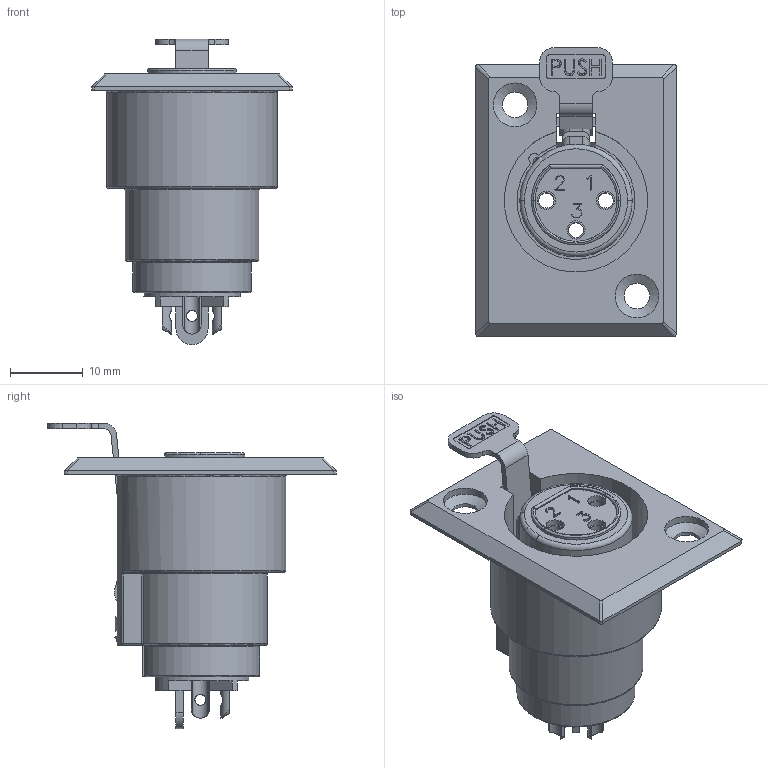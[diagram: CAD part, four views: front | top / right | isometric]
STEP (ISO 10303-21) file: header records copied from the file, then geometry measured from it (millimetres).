
FILE_DESCRIPTION(/* description */ (''),/* implementation_level */ '2;1');
FILE_NAME(/* name */ 'XLR Socket Female Neutrik NC3 v2.step',/* time_stamp */ '2016-05-19T14:24:01+02:00',/* author */ (''),/* organization */ (''),/* preprocessor_version */ 'ST-DEVELOPER v16.5',/* originating_system */ 'Autodesk Translation Framework v5.0.0.3310',/* authorisation */ '');
FILE_SCHEMA (('AUTOMOTIVE_DESIGN { 1 0 10303 214 3 1 1 }'));
Length unit declared in the file: centimetre
Products named in the file (1): XLR Socket Female Neutrik NC3 v2
Bounding box: 27.5 x 39.55 x 41.85 mm (x, y, z)
Volume: 9559.3 mm3; surface area: 8467.4 mm2
Topology: 3 solids, 3 shells, 389 faces, 1074 edges, 701 vertices
Faces by surface type: plane 187, cylinder 87, bspline 82, torus 28, cone 3, sphere 2
Full cylindrical faces by diameter (mm): 1.5 x3, 2.1 x3, 2.5 x3, 3.2 x1, 3.5 x3, 4.3 x1, 6 x2, 13.3 x2, 15.4 x1, 23.4 x1
Entity records: 17630 total; most frequent: CARTESIAN_POINT 8008, ORIENTED_EDGE 2074, DIRECTION 1695, EDGE_CURVE 1037, VERTEX_POINT 692, LINE 605, VECTOR 605, AXIS2_PLACEMENT_3D 545
